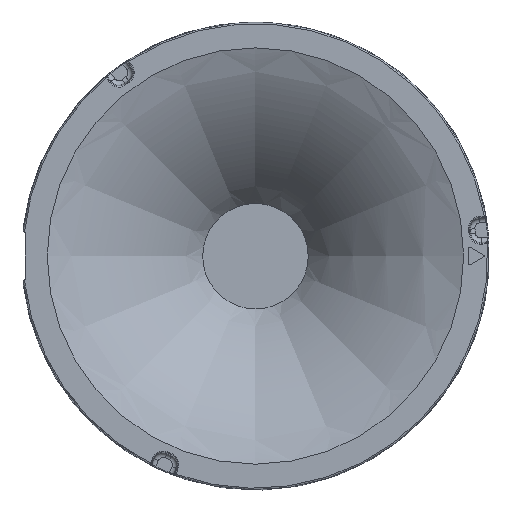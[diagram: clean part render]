
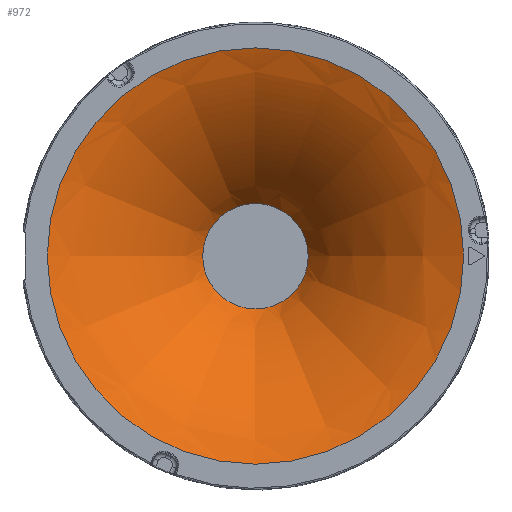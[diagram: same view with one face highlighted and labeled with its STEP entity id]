
A CAD part, top view. The second image highlights one B-rep face of the part: STEP entity #972.
In plain terms, the highlighted face is a offset surface.
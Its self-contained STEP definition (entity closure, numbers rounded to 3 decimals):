
#972=ADVANCED_FACE('',(#2090,#2091),#2092,.F.);
#2090=FACE_OUTER_BOUND('',#6891,.T.);
#2091=FACE_OUTER_BOUND('',#6892,.T.);
#2092=OFFSET_SURFACE('',#6893,-0.031,.F.);
#6891=EDGE_LOOP('',(#10659));
#6892=EDGE_LOOP('',(#10660));
#6893=SURFACE_OF_REVOLUTION('',#10661,#10662);
#10659=ORIENTED_EDGE('',*,*,#13185,.F.);
#10660=ORIENTED_EDGE('',*,*,#12671,.F.);
#10661=B_SPLINE_CURVE_WITH_KNOTS('',3,(#13187,#13188,#13189,#13190,#13191,#13192,#13193,#13194,#13195,#13196,#13197,#13198,#13199,#13200,#13201,#13202,#13203,#13204,#13205,#13206,#13207,#13208,#13209,#13210,#13211,#13212,#13213,#13214,#13215,#13216,#13217,#13218,#13219,#13220,#13221,#13222,#13223,#13224,#13225,#13226,#13227,#13228,#13229,#13230,#13231,#13232,#13233,#13234,#13235,#13236,#13237,#13238,#13239,#13240,#13241,#13242,#13243,#13244,#13245,#13246,#13247,#13248,#13249,#13250,#13251,#13252,#13253,#13254,#13255,#13256,#13257,#13258,#13259,#13260,#13261,#13262,#13263,#13264,#13265,#13266,#13267,#13268,#13269,#13270,#13271,#13272,#13273,#13274,#13275,#13276,#13277,#13278,#13279,#13280,#13281,#13282,#13283,#13284,#13285,#13286,#13287,#13288),.UNSPECIFIED.,.F.,.F.,(4,1,1,1,1,1,1,1,1,1,1,1,1,1,1,1,1,1,1,1,1,1,1,1,1,1,1,1,1,1,1,1,1,1,1,1,1,1,1,1,1,1,1,1,1,1,1,1,1,1,1,1,1,1,1,1,1,1,1,1,1,1,1,1,1,1,1,1,1,1,1,1,1,1,1,1,1,1,1,1,1,1,1,1,1,1,1,1,1,1,1,1,1,1,1,1,1,1,1,4),(0.0,0.,0.,0.,0.001,0.001,0.001,0.001,0.002,0.002,0.002,0.002,0.002,0.002,0.002,0.002,0.002,0.003,0.003,0.003,0.003,0.003,0.003,0.003,0.003,0.003,0.003,0.003,0.003,0.004,0.004,0.004,0.004,0.004,0.004,0.004,0.005,0.005,0.005,0.005,0.005,0.005,0.006,0.006,0.006,0.006,0.007,0.007,0.007,0.007,0.008,0.008,0.008,0.009,0.009,0.009,0.01,0.01,0.011,0.011,0.012,0.012,0.013,0.013,0.014,0.014,0.015,0.015,0.016,0.017,0.017,0.018,0.018,0.019,0.02,0.02,0.021,0.021,0.022,0.022,0.023,0.024,0.024,0.025,0.025,0.026,0.026,0.027,0.027,0.027,0.028,0.028,0.029,0.029,0.029,0.03,0.03,0.03,0.031,0.031),.UNSPECIFIED.);
#10662=AXIS1_PLACEMENT('',#13289,#13290);
#12671=EDGE_CURVE('',#14586,#14586,#14587,.F.);
#13185=EDGE_CURVE('',#15311,#15311,#15312,.T.);
#13187=CARTESIAN_POINT('',(22.137,0.0,34.627));
#13188=CARTESIAN_POINT('',(22.111,0.0,34.617));
#13189=CARTESIAN_POINT('',(22.052,0.0,34.596));
#13190=CARTESIAN_POINT('',(21.956,0.0,34.559));
#13191=CARTESIAN_POINT('',(21.844,0.0,34.517));
#13192=CARTESIAN_POINT('',(21.717,0.0,34.468));
#13193=CARTESIAN_POINT('',(21.576,0.0,34.413));
#13194=CARTESIAN_POINT('',(21.425,0.0,34.353));
#13195=CARTESIAN_POINT('',(21.264,0.0,34.288));
#13196=CARTESIAN_POINT('',(21.094,0.0,34.218));
#13197=CARTESIAN_POINT('',(20.918,0.0,34.144));
#13198=CARTESIAN_POINT('',(20.789,0.0,34.089));
#13199=CARTESIAN_POINT('',(20.707,0.0,34.053));
#13200=CARTESIAN_POINT('',(20.674,0.0,34.039));
#13201=CARTESIAN_POINT('',(20.64,0.0,34.024));
#13202=CARTESIAN_POINT('',(20.604,0.0,34.009));
#13203=CARTESIAN_POINT('',(20.567,0.0,33.993));
#13204=CARTESIAN_POINT('',(20.528,0.0,33.976));
#13205=CARTESIAN_POINT('',(20.488,0.0,33.958));
#13206=CARTESIAN_POINT('',(20.446,0.0,33.939));
#13207=CARTESIAN_POINT('',(20.401,0.0,33.919));
#13208=CARTESIAN_POINT('',(20.355,0.0,33.898));
#13209=CARTESIAN_POINT('',(20.307,0.0,33.877));
#13210=CARTESIAN_POINT('',(20.256,0.0,33.854));
#13211=CARTESIAN_POINT('',(20.203,0.0,33.83));
#13212=CARTESIAN_POINT('',(20.148,0.0,33.805));
#13213=CARTESIAN_POINT('',(20.091,0.0,33.778));
#13214=CARTESIAN_POINT('',(20.03,0.0,33.75));
#13215=CARTESIAN_POINT('',(19.967,0.0,33.721));
#13216=CARTESIAN_POINT('',(19.901,0.0,33.69));
#13217=CARTESIAN_POINT('',(19.832,0.0,33.657));
#13218=CARTESIAN_POINT('',(19.759,0.0,33.623));
#13219=CARTESIAN_POINT('',(19.684,0.0,33.587));
#13220=CARTESIAN_POINT('',(19.604,0.0,33.549));
#13221=CARTESIAN_POINT('',(19.521,0.0,33.509));
#13222=CARTESIAN_POINT('',(19.434,0.0,33.466));
#13223=CARTESIAN_POINT('',(19.343,0.0,33.421));
#13224=CARTESIAN_POINT('',(19.247,0.0,33.373));
#13225=CARTESIAN_POINT('',(19.147,0.0,33.323));
#13226=CARTESIAN_POINT('',(19.042,0.0,33.27));
#13227=CARTESIAN_POINT('',(18.932,0.0,33.214));
#13228=CARTESIAN_POINT('',(18.817,0.0,33.154));
#13229=CARTESIAN_POINT('',(18.696,0.0,33.091));
#13230=CARTESIAN_POINT('',(18.569,0.0,33.024));
#13231=CARTESIAN_POINT('',(18.436,0.0,32.953));
#13232=CARTESIAN_POINT('',(18.297,0.0,32.878));
#13233=CARTESIAN_POINT('',(18.151,0.0,32.798));
#13234=CARTESIAN_POINT('',(17.998,0.0,32.713));
#13235=CARTESIAN_POINT('',(17.839,0.0,32.623));
#13236=CARTESIAN_POINT('',(17.671,0.0,32.527));
#13237=CARTESIAN_POINT('',(17.496,0.0,32.426));
#13238=CARTESIAN_POINT('',(17.313,0.0,32.318));
#13239=CARTESIAN_POINT('',(17.122,0.0,32.203));
#13240=CARTESIAN_POINT('',(16.922,0.0,32.082));
#13241=CARTESIAN_POINT('',(16.714,0.0,31.953));
#13242=CARTESIAN_POINT('',(16.497,0.0,31.817));
#13243=CARTESIAN_POINT('',(16.272,0.0,31.672));
#13244=CARTESIAN_POINT('',(16.038,0.0,31.519));
#13245=CARTESIAN_POINT('',(15.795,0.0,31.358));
#13246=CARTESIAN_POINT('',(15.544,0.0,31.187));
#13247=CARTESIAN_POINT('',(15.284,0.0,31.007));
#13248=CARTESIAN_POINT('',(15.017,0.0,30.818));
#13249=CARTESIAN_POINT('',(14.742,0.0,30.619));
#13250=CARTESIAN_POINT('',(14.46,0.0,30.41));
#13251=CARTESIAN_POINT('',(14.172,0.0,30.193));
#13252=CARTESIAN_POINT('',(13.878,0.0,29.965));
#13253=CARTESIAN_POINT('',(13.579,0.0,29.729));
#13254=CARTESIAN_POINT('',(13.276,0.0,29.484));
#13255=CARTESIAN_POINT('',(12.97,0.0,29.231));
#13256=CARTESIAN_POINT('',(12.661,0.0,28.97));
#13257=CARTESIAN_POINT('',(12.352,0.0,28.702));
#13258=CARTESIAN_POINT('',(12.042,0.0,28.427));
#13259=CARTESIAN_POINT('',(11.734,0.0,28.147));
#13260=CARTESIAN_POINT('',(11.426,0.0,27.861));
#13261=CARTESIAN_POINT('',(11.122,0.0,27.572));
#13262=CARTESIAN_POINT('',(10.82,0.0,27.279));
#13263=CARTESIAN_POINT('',(10.523,0.0,26.983));
#13264=CARTESIAN_POINT('',(10.231,0.0,26.686));
#13265=CARTESIAN_POINT('',(9.943,0.0,26.387));
#13266=CARTESIAN_POINT('',(9.662,0.0,26.089));
#13267=CARTESIAN_POINT('',(9.387,0.0,25.79));
#13268=CARTESIAN_POINT('',(9.118,0.0,25.493));
#13269=CARTESIAN_POINT('',(8.856,0.0,25.197));
#13270=CARTESIAN_POINT('',(8.601,0.0,24.904));
#13271=CARTESIAN_POINT('',(8.353,0.0,24.613));
#13272=CARTESIAN_POINT('',(8.113,0.0,24.325));
#13273=CARTESIAN_POINT('',(7.88,0.0,24.041));
#13274=CARTESIAN_POINT('',(7.657,0.0,23.765));
#13275=CARTESIAN_POINT('',(7.465,0.0,23.523));
#13276=CARTESIAN_POINT('',(7.3,0.0,23.312));
#13277=CARTESIAN_POINT('',(7.157,0.0,23.126));
#13278=CARTESIAN_POINT('',(7.011,0.0,22.936));
#13279=CARTESIAN_POINT('',(6.864,0.0,22.741));
#13280=CARTESIAN_POINT('',(6.715,0.0,22.541));
#13281=CARTESIAN_POINT('',(6.563,0.0,22.336));
#13282=CARTESIAN_POINT('',(6.41,0.0,22.124));
#13283=CARTESIAN_POINT('',(6.253,0.0,21.907));
#13284=CARTESIAN_POINT('',(6.095,0.0,21.684));
#13285=CARTESIAN_POINT('',(5.934,0.0,21.454));
#13286=CARTESIAN_POINT('',(5.771,0.0,21.218));
#13287=CARTESIAN_POINT('',(5.662,0.0,21.057));
#13288=CARTESIAN_POINT('',(5.607,0.0,20.976));
#13289=CARTESIAN_POINT('',(0.,0.0,1.94));
#13290=DIRECTION('',(-0.0,-0.0,-1.0));
#14586=VERTEX_POINT('',#18096);
#14587=CIRCLE('',#18097,22.05);
#15311=VERTEX_POINT('',#19761);
#15312=CIRCLE('',#19762,5.59);
#18096=CARTESIAN_POINT('',(22.05,0.,34.627));
#18097=AXIS2_PLACEMENT_3D('',#21266,#21267,#21268);
#19761=CARTESIAN_POINT('',(5.59,0.0,21.006));
#19762=AXIS2_PLACEMENT_3D('',#21726,#21727,#21728);
#21266=CARTESIAN_POINT('',(0.,0.0,34.627));
#21267=DIRECTION('',(0.0,0.0,1.0));
#21268=DIRECTION('',(1.0,0.0,0.0));
#21726=CARTESIAN_POINT('',(0.,0.0,21.006));
#21727=DIRECTION('',(0.0,0.0,1.0));
#21728=DIRECTION('',(1.0,0.0,0.0));
